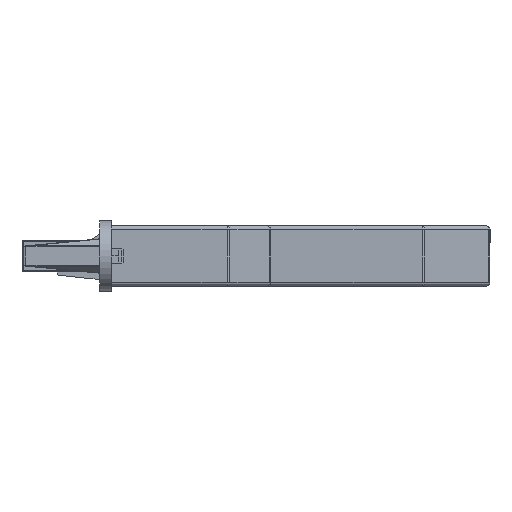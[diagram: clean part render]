
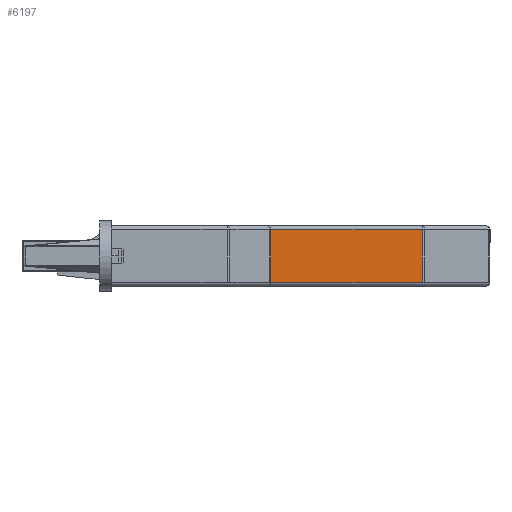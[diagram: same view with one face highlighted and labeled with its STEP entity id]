
A CAD part, front view. The second image highlights one B-rep face of the part: STEP entity #6197.
In plain terms, the highlighted face is planar.
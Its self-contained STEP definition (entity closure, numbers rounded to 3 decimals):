
#541 = DIRECTION ( 'NONE',  ( 0., 0., 1. ) ) ;
#777 = DIRECTION ( 'NONE',  ( 0., 0., -1. ) ) ;
#887 = ORIENTED_EDGE ( 'NONE', *, *, #17009, .T. ) ;
#1061 = VECTOR ( 'NONE', #11227, 1000. ) ;
#1369 = CARTESIAN_POINT ( 'NONE',  ( 14., 145.3, -1.75 ) ) ;
#1436 = CARTESIAN_POINT ( 'NONE',  ( 93.586, 145.3, -1.75 ) ) ;
#2309 = CARTESIAN_POINT ( 'NONE',  ( 93.586, 145.3, -0.75 ) ) ;
#2816 = EDGE_CURVE ( 'NONE', #4873, #9833, #5293, .T. ) ;
#2980 = CARTESIAN_POINT ( 'NONE',  ( 44.75, 145.3, 4.25 ) ) ;
#3129 = VERTEX_POINT ( 'NONE', #8209 ) ;
#4286 = VECTOR ( 'NONE', #18561, 1000. ) ;
#4424 = CARTESIAN_POINT ( 'NONE',  ( 14., 145.3, 12.75 ) ) ;
#4873 = VERTEX_POINT ( 'NONE', #4424 ) ;
#5293 = LINE ( 'NONE', #15735, #13905 ) ;
#5337 = AXIS2_PLACEMENT_3D ( 'NONE', #10964, #9086, #541 ) ;
#5826 = PLANE ( 'NONE',  #5337 ) ;
#5937 = LINE ( 'NONE', #14461, #1061 ) ;
#6197 = ADVANCED_FACE ( 'NONE', ( #16017, #7507 ), #5826, .T. ) ;
#6831 = VECTOR ( 'NONE', #9796, 1000. ) ;
#7507 = FACE_OUTER_BOUND ( 'NONE', #21745, .T. ) ;
#8209 = CARTESIAN_POINT ( 'NONE',  ( 44.75, 145.3, 7.75 ) ) ;
#9026 = EDGE_CURVE ( 'NONE', #14769, #3129, #18180, .T. ) ;
#9086 = DIRECTION ( 'NONE',  ( 0., 1., 0. ) ) ;
#9784 = ORIENTED_EDGE ( 'NONE', *, *, #9026, .T. ) ;
#9796 = DIRECTION ( 'NONE',  ( 0., 0., 1. ) ) ;
#9833 = VERTEX_POINT ( 'NONE', #14709 ) ;
#9843 = CARTESIAN_POINT ( 'NONE',  ( 44.75, 145.3, 6. ) ) ;
#10269 = EDGE_CURVE ( 'NONE', #17427, #11116, #5937, .T. ) ;
#10669 = AXIS2_PLACEMENT_3D ( 'NONE', #14768, #21594, #18351 ) ;
#10807 = DIRECTION ( 'NONE',  ( 1., 0., 0. ) ) ;
#10964 = CARTESIAN_POINT ( 'NONE',  ( 14., 145.3, -1.75 ) ) ;
#11116 = VERTEX_POINT ( 'NONE', #18172 ) ;
#11227 = DIRECTION ( 'NONE',  ( -1., 0., 0. ) ) ;
#13216 = ORIENTED_EDGE ( 'NONE', *, *, #2816, .T. ) ;
#13328 = LINE ( 'NONE', #1436, #4286 ) ;
#13905 = VECTOR ( 'NONE', #10807, 1000. ) ;
#14345 = EDGE_CURVE ( 'NONE', #9833, #17427, #13328, .T. ) ;
#14461 = CARTESIAN_POINT ( 'NONE',  ( 14., 145.3, -0.75 ) ) ;
#14709 = CARTESIAN_POINT ( 'NONE',  ( 93.586, 145.3, 12.75 ) ) ;
#14768 = CARTESIAN_POINT ( 'NONE',  ( 44.75, 145.3, 6. ) ) ;
#14769 = VERTEX_POINT ( 'NONE', #2980 ) ;
#14825 = LINE ( 'NONE', #1369, #6831 ) ;
#15207 = EDGE_CURVE ( 'NONE', #11116, #4873, #14825, .T. ) ;
#15709 = AXIS2_PLACEMENT_3D ( 'NONE', #9843, #16468, #777 ) ;
#15735 = CARTESIAN_POINT ( 'NONE',  ( 14., 145.3, 12.75 ) ) ;
#16017 = FACE_BOUND ( 'NONE', #20017, .T. ) ;
#16468 = DIRECTION ( 'NONE',  ( 0., -1., 0. ) ) ;
#16779 = CIRCLE ( 'NONE', #15709, 1.75 ) ;
#16919 = ORIENTED_EDGE ( 'NONE', *, *, #15207, .T. ) ;
#17009 = EDGE_CURVE ( 'NONE', #3129, #14769, #16779, .T. ) ;
#17427 = VERTEX_POINT ( 'NONE', #2309 ) ;
#18172 = CARTESIAN_POINT ( 'NONE',  ( 14., 145.3, -0.75 ) ) ;
#18180 = CIRCLE ( 'NONE', #10669, 1.75 ) ;
#18351 = DIRECTION ( 'NONE',  ( 0., 0., -1. ) ) ;
#18561 = DIRECTION ( 'NONE',  ( 0., 0., -1. ) ) ;
#20017 = EDGE_LOOP ( 'NONE', ( #9784, #887 ) ) ;
#20254 = ORIENTED_EDGE ( 'NONE', *, *, #14345, .T. ) ;
#21594 = DIRECTION ( 'NONE',  ( 0., -1., 0. ) ) ;
#21629 = ORIENTED_EDGE ( 'NONE', *, *, #10269, .T. ) ;
#21745 = EDGE_LOOP ( 'NONE', ( #16919, #13216, #20254, #21629 ) ) ;
